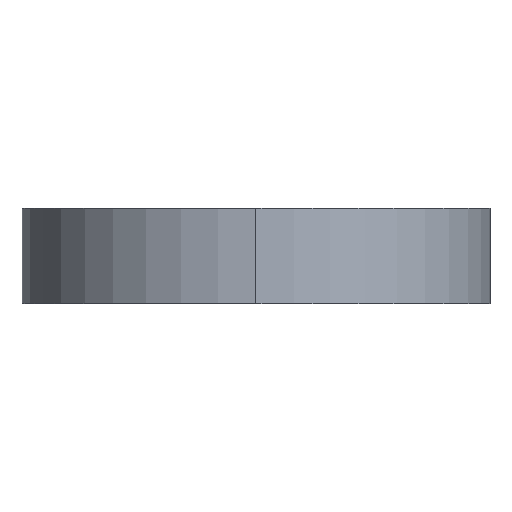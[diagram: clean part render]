
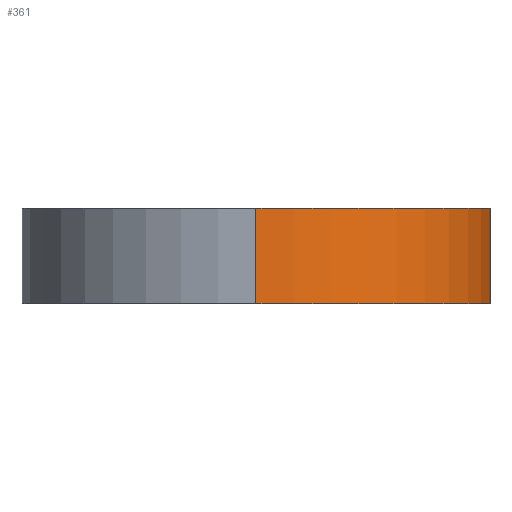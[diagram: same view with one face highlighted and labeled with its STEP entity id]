
A CAD part, left-side view. The second image highlights one B-rep face of the part: STEP entity #361.
In plain terms, the highlighted cylindrical face has radius 6.15 mm (diameter 12.3 mm), a partial arc.
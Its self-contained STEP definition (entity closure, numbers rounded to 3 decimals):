
#8 = VERTEX_POINT ( 'NONE', #135 ) ;
#12 = CARTESIAN_POINT ( 'NONE',  ( -10., 0., 0. ) ) ;
#18 = DIRECTION ( 'NONE',  ( -1., 0., 0. ) ) ;
#22 = CIRCLE ( 'NONE', #374, 6.15 ) ;
#71 = DIRECTION ( 'NONE',  ( 0., 0., -1. ) ) ;
#114 = VERTEX_POINT ( 'NONE', #626 ) ;
#125 = AXIS2_PLACEMENT_3D ( 'NONE', #564, #433, #18 ) ;
#126 = CARTESIAN_POINT ( 'NONE',  ( -16.15, 0., 0. ) ) ;
#135 = CARTESIAN_POINT ( 'NONE',  ( -16.15, 0., 2.5 ) ) ;
#185 = DIRECTION ( 'NONE',  ( -1., 0., 0. ) ) ;
#192 = ORIENTED_EDGE ( 'NONE', *, *, #609, .T. ) ;
#240 = DIRECTION ( 'NONE',  ( 0., 0., 1. ) ) ;
#307 = VECTOR ( 'NONE', #523, 1000. ) ;
#337 = CIRCLE ( 'NONE', #125, 6.15 ) ;
#361 = ADVANCED_FACE ( 'NONE', ( #411 ), #376, .T. ) ;
#364 = ORIENTED_EDGE ( 'NONE', *, *, #760, .T. ) ;
#374 = AXIS2_PLACEMENT_3D ( 'NONE', #12, #71, #185 ) ;
#376 = CYLINDRICAL_SURFACE ( 'NONE', #488, 6.15 ) ;
#411 = FACE_OUTER_BOUND ( 'NONE', #746, .T. ) ;
#433 = DIRECTION ( 'NONE',  ( 0., 0., -1. ) ) ;
#460 = CARTESIAN_POINT ( 'NONE',  ( -16.15, 0., 2.5 ) ) ;
#467 = DIRECTION ( 'NONE',  ( 0., 0., -1. ) ) ;
#488 = AXIS2_PLACEMENT_3D ( 'NONE', #662, #467, #717 ) ;
#490 = CARTESIAN_POINT ( 'NONE',  ( -8.728, -6.017, 2.5 ) ) ;
#515 = ORIENTED_EDGE ( 'NONE', *, *, #652, .T. ) ;
#523 = DIRECTION ( 'NONE',  ( 0., 0., -1. ) ) ;
#525 = ORIENTED_EDGE ( 'NONE', *, *, #552, .F. ) ;
#552 = EDGE_CURVE ( 'NONE', #114, #586, #22, .T. ) ;
#564 = CARTESIAN_POINT ( 'NONE',  ( -10., 0., 2.5 ) ) ;
#586 = VERTEX_POINT ( 'NONE', #126 ) ;
#609 = EDGE_CURVE ( 'NONE', #114, #776, #697, .T. ) ;
#626 = CARTESIAN_POINT ( 'NONE',  ( -8.728, -6.017, 0. ) ) ;
#629 = LINE ( 'NONE', #460, #307 ) ;
#652 = EDGE_CURVE ( 'NONE', #776, #8, #337, .T. ) ;
#662 = CARTESIAN_POINT ( 'NONE',  ( -10., 0., 2.5 ) ) ;
#697 = LINE ( 'NONE', #490, #762 ) ;
#717 = DIRECTION ( 'NONE',  ( -1., 0., 0. ) ) ;
#746 = EDGE_LOOP ( 'NONE', ( #515, #364, #525, #192 ) ) ;
#760 = EDGE_CURVE ( 'NONE', #8, #586, #629, .T. ) ;
#762 = VECTOR ( 'NONE', #240, 1000. ) ;
#774 = CARTESIAN_POINT ( 'NONE',  ( -8.728, -6.017, 2.5 ) ) ;
#776 = VERTEX_POINT ( 'NONE', #774 ) ;
